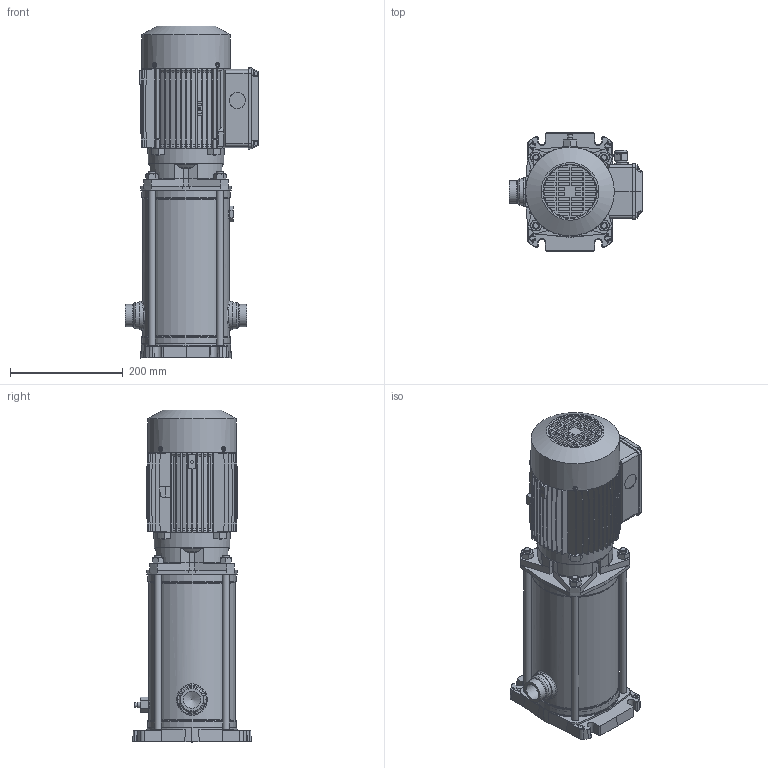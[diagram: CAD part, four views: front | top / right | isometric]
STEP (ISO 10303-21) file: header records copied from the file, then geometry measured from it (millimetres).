
FILE_DESCRIPTION(('STEP AP214'),'2;1');
FILE_NAME('4_93_510_02_REV00.stp','2014-05-29T11:45:31',(''),(''),'2014.1.117','THINKDESIGN','');
FILE_SCHEMA(('AUTOMOTIVE_DESIGN'));
Bounding box: 236.2 x 210 x 588 mm (x, y, z)
Volume: 11500503.6 mm3; surface area: 768675.1 mm2
Topology: 9 solids, 9 shells, 1701 faces, 4581 edges, 2981 vertices
Faces by surface type: plane 1005, bspline 450, cylinder 246
Full cylindrical faces by diameter (mm): 2.7 x1, 3 x5, 4.36 x4, 4.4 x2, 5 x5, 5.4 x1, 8 x5, 10 x5, 10.106 x16, 11 x4, 12 x4, 13.25 x1, 14.66 x1, 20 x1, 20.1 x1, 20.5 x1, 23 x1, 28.5 x2, 30.5 x2, 34 x1, 40 x2, 46.4 x2, 50.8 x2, 130 x1, 135 x2, 153 x1, 154 x1, 156 x2, 157 x2
Entity records: 90070 total; most frequent: CARTESIAN_POINT 34696, ORIENTED_EDGE 9130, DIRECTION 7069, EDGE_CURVE 4565, VERTEX_POINT 2987, VECTOR 2793, LINE 2793, AXIS2_PLACEMENT_3D 2138
